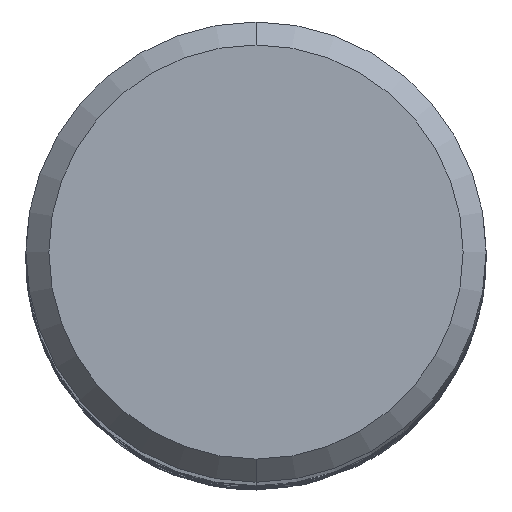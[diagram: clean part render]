
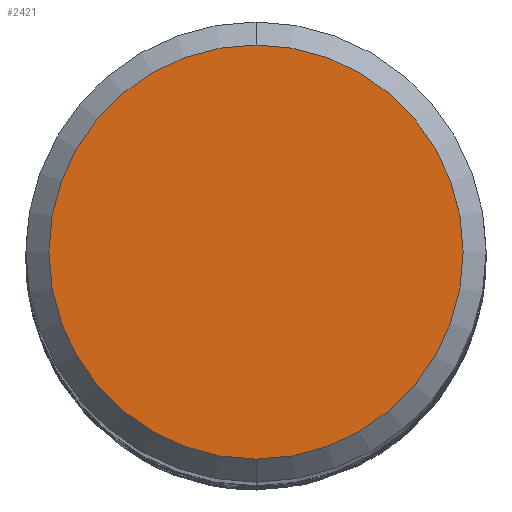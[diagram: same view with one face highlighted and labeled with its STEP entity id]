
A CAD part, top view. The second image highlights one B-rep face of the part: STEP entity #2421.
In plain terms, the highlighted planar face has unit normal (0, 0, 1).
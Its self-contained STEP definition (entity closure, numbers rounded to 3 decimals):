
#1697=EDGE_CURVE('',#1711,#1913,#3988,.T.);
#1711=VERTEX_POINT('',#4002);
#1913=VERTEX_POINT('',#4223);
#2315=EDGE_CURVE('',#1913,#1711,#4652,.T.);
#2421=ADVANCED_FACE('',(#4771),#4772,.T.);
#3988=CIRCLE('',#15092,3.6);
#4002=CARTESIAN_POINT('',(0.0,3.6,0.0));
#4223=CARTESIAN_POINT('',(0.,-3.6,0.0));
#4652=CIRCLE('',#22701,3.6);
#4771=FACE_OUTER_BOUND('',#23902,.T.);
#4772=PLANE('',#23903);
#15092=AXIS2_PLACEMENT_3D('',#38926,#38927,#38928);
#22701=AXIS2_PLACEMENT_3D('',#39613,#39614,#39615);
#23902=EDGE_LOOP('',(#39746,#39747));
#23903=AXIS2_PLACEMENT_3D('',#39748,#39749,#39750);
#38926=CARTESIAN_POINT('',(0.0,0.0,0.0));
#38927=DIRECTION('',(0.0,0.0,-1.0));
#38928=DIRECTION('',(0.0,1.0,0.0));
#39613=CARTESIAN_POINT('',(0.0,0.0,0.0));
#39614=DIRECTION('',(0.0,0.0,-1.0));
#39615=DIRECTION('',(0.0,1.0,0.0));
#39746=ORIENTED_EDGE('',*,*,#1697,.F.);
#39747=ORIENTED_EDGE('',*,*,#2315,.F.);
#39748=CARTESIAN_POINT('',(0.0,1.8,0.0));
#39749=DIRECTION('',(-0.0,0.0,1.0));
#39750=DIRECTION('',(0.0,-1.0,0.0));
